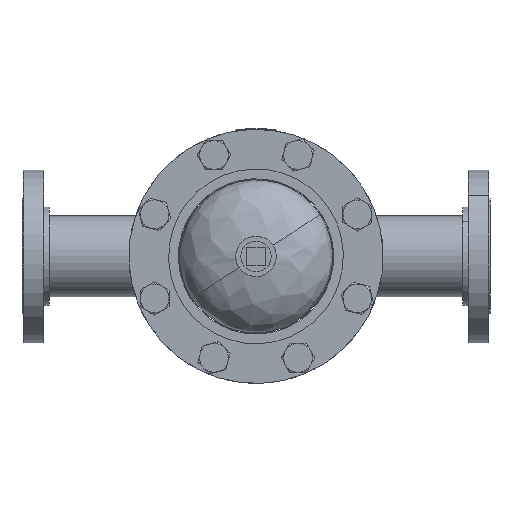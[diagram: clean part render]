
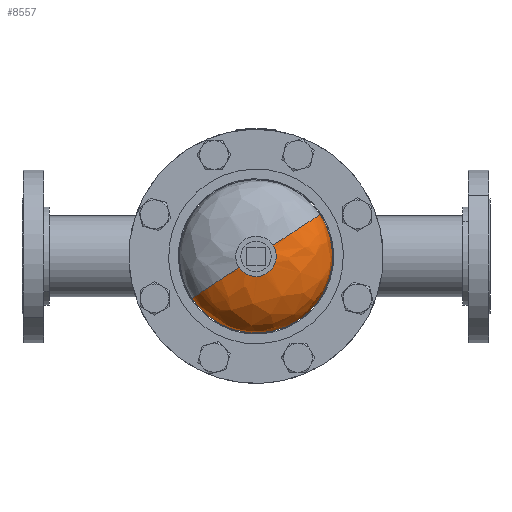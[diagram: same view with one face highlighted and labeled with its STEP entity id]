
A CAD part, front view. The second image highlights one B-rep face of the part: STEP entity #8557.
In plain terms, the highlighted free-form (B-spline) face has degree [3, 3] with [4, 4] control points.
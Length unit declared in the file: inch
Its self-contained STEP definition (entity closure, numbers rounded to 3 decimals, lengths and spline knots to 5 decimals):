
#319 = CARTESIAN_POINT ( 'NONE',  ( 3.3125, 2.57442, 0. ) ) ;
#339 = AXIS2_PLACEMENT_3D ( 'NONE', #6922, #9396, #11266 ) ;
#381 = CARTESIAN_POINT ( 'NONE',  ( 2.31392, 3.25622, -4.62785 ) ) ;
#442 = CARTESIAN_POINT ( 'NONE',  ( -2.31392, 3.25622, 0. ) ) ;
#625 = DIRECTION ( 'NONE',  ( 1., 0., 0. ) ) ;
#954 = CARTESIAN_POINT ( 'NONE',  ( 0.75, 3.45335, 0. ) ) ;
#1329 = ORIENTED_EDGE ( 'NONE', *, *, #3848, .T. ) ;
#1344 = CARTESIAN_POINT ( 'NONE',  ( 0.75, 3.45335, 0. ) ) ;
#1727 = CARTESIAN_POINT ( 'NONE',  ( -3.3125, 1.70375, 0. ) ) ;
#1836 = CARTESIAN_POINT ( 'NONE',  ( 3.3125, 2.57442, 0. ) ) ;
#2243 = CIRCLE ( 'NONE', #7193, 3.3125 ) ;
#2250 = CARTESIAN_POINT ( 'NONE',  ( 0.75, 3.45335, -1.5 ) ) ;
#2388 = CIRCLE ( 'NONE', #339, 0.75 ) ;
#3579 =( BOUNDED_CURVE ( )  B_SPLINE_CURVE ( 3, ( #9898, #1836, #6255, #954 ),
 .UNSPECIFIED., .F., .F. ) 
 B_SPLINE_CURVE_WITH_KNOTS ( ( 4, 4 ),
 ( 0., 1.3424 ),
 .UNSPECIFIED. ) 
 CURVE ( )  GEOMETRIC_REPRESENTATION_ITEM ( )  RATIONAL_B_SPLINE_CURVE ( ( 1., 0.855, 0.855, 1. ) ) 
 REPRESENTATION_ITEM ( '' )  );
#3663 = ORIENTED_EDGE ( 'NONE', *, *, #6339, .T. ) ;
#3795 = CARTESIAN_POINT ( 'NONE',  ( 0., 1.70375, 0. ) ) ;
#3848 = EDGE_CURVE ( 'NONE', #11085, #11232, #2388, .T. ) ;
#3913 = CARTESIAN_POINT ( 'NONE',  ( -0.75, 3.45335, 0. ) ) ;
#3976 = CARTESIAN_POINT ( 'NONE',  ( -2.31392, 3.25622, -4.62785 ) ) ;
#4733 =( BOUNDED_CURVE ( )  B_SPLINE_CURVE ( 3, ( #1727, #10379, #8582, #4975 ),
 .UNSPECIFIED., .F., .F. ) 
 B_SPLINE_CURVE_WITH_KNOTS ( ( 4, 4 ),
 ( 0., 1.3424 ),
 .UNSPECIFIED. ) 
 CURVE ( )  GEOMETRIC_REPRESENTATION_ITEM ( )  RATIONAL_B_SPLINE_CURVE ( ( 1., 0.855, 0.855, 1. ) ) 
 REPRESENTATION_ITEM ( '' )  );
#4759 = CARTESIAN_POINT ( 'NONE',  ( -3.3125, 2.57442, 0. ) ) ;
#4814 = FACE_OUTER_BOUND ( 'NONE', #7316, .T. ) ;
#4921 = CARTESIAN_POINT ( 'NONE',  ( 3.3125, 2.57442, -6.625 ) ) ;
#4975 = CARTESIAN_POINT ( 'NONE',  ( -0.75, 3.45335, 0. ) ) ;
#5391 = DIRECTION ( 'NONE',  ( 0., -1., 0. ) ) ;
#5474 = AXIS2_PLACEMENT_3D ( 'NONE', #7201, #10329, #625 ) ;
#5731 = CARTESIAN_POINT ( 'NONE',  ( 0.75, 3.45335, 0. ) ) ;
#6027 = EDGE_CURVE ( 'NONE', #6283, #10466, #2243, .T. ) ;
#6255 = CARTESIAN_POINT ( 'NONE',  ( 2.31392, 3.25622, 0. ) ) ;
#6264 = CARTESIAN_POINT ( 'NONE',  ( 3.3125, 1.70375, 0. ) ) ;
#6283 = VERTEX_POINT ( 'NONE', #11238 ) ;
#6339 = EDGE_CURVE ( 'NONE', #6283, #11085, #4733, .T. ) ;
#6552 = CARTESIAN_POINT ( 'NONE',  ( -3.3125, 2.57442, -6.625 ) ) ;
#6596 = EDGE_CURVE ( 'NONE', #10466, #11219, #3579, .T. ) ;
#6607 = CARTESIAN_POINT ( 'NONE',  ( -3.3125, 1.70375, 0. ) ) ;
#6902 = ORIENTED_EDGE ( 'NONE', *, *, #6027, .F. ) ;
#6922 = CARTESIAN_POINT ( 'NONE',  ( 0., 3.45335, 0. ) ) ;
#7057 = ORIENTED_EDGE ( 'NONE', *, *, #10225, .T. ) ;
#7149 = CARTESIAN_POINT ( 'NONE',  ( -0.75, 3.45335, 0. ) ) ;
#7193 = AXIS2_PLACEMENT_3D ( 'NONE', #3795, #5391, #7298 ) ;
#7201 = CARTESIAN_POINT ( 'NONE',  ( 0., 3.45335, 0. ) ) ;
#7298 = DIRECTION ( 'NONE',  ( 1., 0., 0. ) ) ;
#7316 = EDGE_LOOP ( 'NONE', ( #6902, #3663, #1329, #7057, #9651 ) ) ;
#7424 = CARTESIAN_POINT ( 'NONE',  ( -0.75, 3.45335, -1.5 ) ) ;
#7479 = CARTESIAN_POINT ( 'NONE',  ( 2.31392, 3.25622, 0. ) ) ;
#8283 =( BOUNDED_SURFACE ( )  B_SPLINE_SURFACE ( 3, 3, ( 
 ( #6607, #8459, #10203, #10082 ),
 ( #4759, #6552, #4921, #319 ),
 ( #442, #3976, #381, #7479 ),
 ( #3913, #7424, #2250, #5731 ) ),
 .UNSPECIFIED., .F., .F., .T. ) 
 B_SPLINE_SURFACE_WITH_KNOTS ( ( 4, 4 ),
 ( 4, 4 ),
 ( 0., 1. ),
 ( 0., 1. ),
 .UNSPECIFIED. ) 
 GEOMETRIC_REPRESENTATION_ITEM ( )  RATIONAL_B_SPLINE_SURFACE ( (
 ( 1., 0.333, 0.333, 1.),
 ( 0.855, 0.285, 0.285, 0.855),
 ( 0.855, 0.285, 0.285, 0.855),
 ( 1., 0.333, 0.333, 1.) ) ) 
 REPRESENTATION_ITEM ( '' )  SURFACE ( )  );
#8459 = CARTESIAN_POINT ( 'NONE',  ( -3.3125, 1.70375, -6.625 ) ) ;
#8557 = ADVANCED_FACE ( 'NONE', ( #4814 ), #8283, .T. ) ;
#8582 = CARTESIAN_POINT ( 'NONE',  ( -2.31392, 3.25622, 0. ) ) ;
#9396 = DIRECTION ( 'NONE',  ( 0., -1., 0. ) ) ;
#9645 = CARTESIAN_POINT ( 'NONE',  ( 0.41021, 3.45335, -0.62788 ) ) ;
#9651 = ORIENTED_EDGE ( 'NONE', *, *, #6596, .F. ) ;
#9898 = CARTESIAN_POINT ( 'NONE',  ( 3.3125, 1.70375, 0. ) ) ;
#10082 = CARTESIAN_POINT ( 'NONE',  ( 3.3125, 1.70375, 0. ) ) ;
#10203 = CARTESIAN_POINT ( 'NONE',  ( 3.3125, 1.70375, -6.625 ) ) ;
#10225 = EDGE_CURVE ( 'NONE', #11232, #11219, #10485, .T. ) ;
#10329 = DIRECTION ( 'NONE',  ( 0., -1., 0. ) ) ;
#10379 = CARTESIAN_POINT ( 'NONE',  ( -3.3125, 2.57442, 0. ) ) ;
#10466 = VERTEX_POINT ( 'NONE', #6264 ) ;
#10485 = CIRCLE ( 'NONE', #5474, 0.75 ) ;
#11085 = VERTEX_POINT ( 'NONE', #7149 ) ;
#11219 = VERTEX_POINT ( 'NONE', #1344 ) ;
#11232 = VERTEX_POINT ( 'NONE', #9645 ) ;
#11238 = CARTESIAN_POINT ( 'NONE',  ( -3.3125, 1.70375, 0. ) ) ;
#11266 = DIRECTION ( 'NONE',  ( 1., 0., 0. ) ) ;
